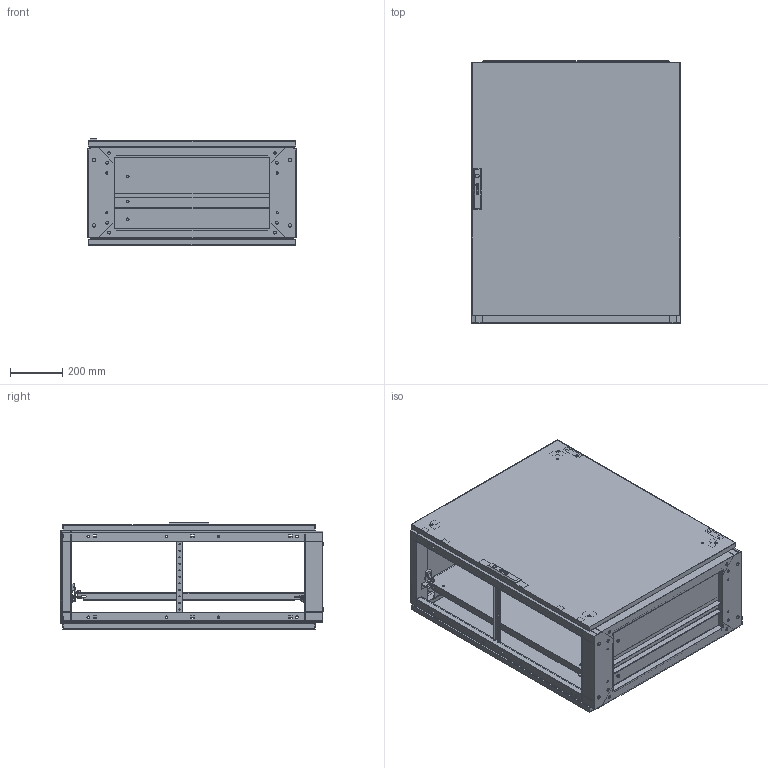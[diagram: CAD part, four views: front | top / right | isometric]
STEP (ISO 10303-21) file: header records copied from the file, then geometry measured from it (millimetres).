
FILE_DESCRIPTION (( 'STEP AP214' ), '1' );
FILE_NAME ('0395-8010-40-17.STEP', '2014-12-03T08:34:46', ( '' ), ( '' ), 'SwSTEP 2.0', 'SolidWorks 2014', '' );
FILE_SCHEMA (( 'AUTOMOTIVE_DESIGN' ));
Length unit declared in the file: millimetre
Products named in the file (19): Strebe links vorne-hinten 0395 (Modell) H 1000; Montageplatte kpl 0348 (Modell) B 800 H 1000; Dach 0395 (Modell) B 800 T 400; Arretierwinkel kpl rechts (Modell) 800; Bodenblech 0395 (Modell) B 800 T 400; Arretierwinkel kpl links (Modell) 800; Rasthalterung kpl rechts (Modell) 800; 0395-8010-40-17; Rasthalterung kpl links (Modell) 800; Montageplatte 0348 (Modell) B 800 H 1000; Tiefenstrebe 0396 (Modell) T 400; Bodenplatte vorne 0395 (Modell) B 800 T 400; Bodenplatte mitte 0395 (Modell) B 800 T 400; Bodenplatte hinten 0395 (Modell) B 800; Rueckwand 0395 (Modell) B 800 H 1000; Dachplatte 0395 (Modell) B 800 T 400; Schrankgrundgestell 0395 (Modell) B 800 H 1000 T 400; Strebe rechts vorne-hinten 0395 (Modell) H 1000; Tuere 0395 (Modell) B 800 H 1000
Assembly tree (21 placements, depth 3):
  0395-8010-40-17
    Schrankgrundgestell 0395 (Modell) B 800 H 1000 T 400
      Bodenblech 0395 (Modell) B 800 T 400
      Dach 0395 (Modell) B 800 T 400
      Strebe links vorne-hinten 0395 (Modell) H 1000  x2
      Strebe rechts vorne-hinten 0395 (Modell) H 1000  x2
    Dachplatte 0395 (Modell) B 800 T 400
    Rueckwand 0395 (Modell) B 800 H 1000
    Bodenplatte hinten 0395 (Modell) B 800
    Bodenplatte mitte 0395 (Modell) B 800 T 400
    Bodenplatte vorne 0395 (Modell) B 800 T 400
    Tiefenstrebe 0396 (Modell) T 400  x2
    Montageplatte kpl 0348 (Modell) B 800 H 1000
      Montageplatte 0348 (Modell) B 800 H 1000
      Rasthalterung kpl links (Modell) 800
      Rasthalterung kpl rechts (Modell) 800
      Arretierwinkel kpl links (Modell) 800
      Arretierwinkel kpl rechts (Modell) 800
    Tuere 0395 (Modell) B 800 H 1000
Bounding box: 800 x 1007.6 x 408.5 mm (x, y, z)
Volume: 9199912.1 mm3; surface area: 9062379.8 mm2
Topology: 30 solids, 32 shells, 2691 faces, 7211 edges, 4764 vertices
Faces by surface type: plane 1503, cylinder 1128, cone 60
Entity records: 97479 total; most frequent: DIRECTION 13816, CARTESIAN_POINT 13714, ORIENTED_EDGE 13284, EDGE_CURVE 6642, AXIS2_PLACEMENT_3D 4696, VECTOR 4424, LINE 4424, VERTEX_POINT 4386
